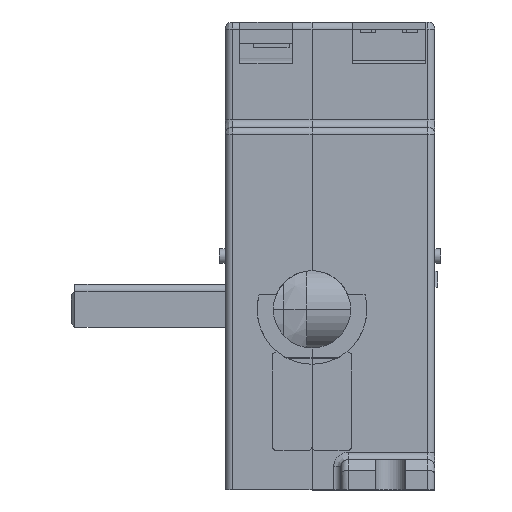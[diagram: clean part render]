
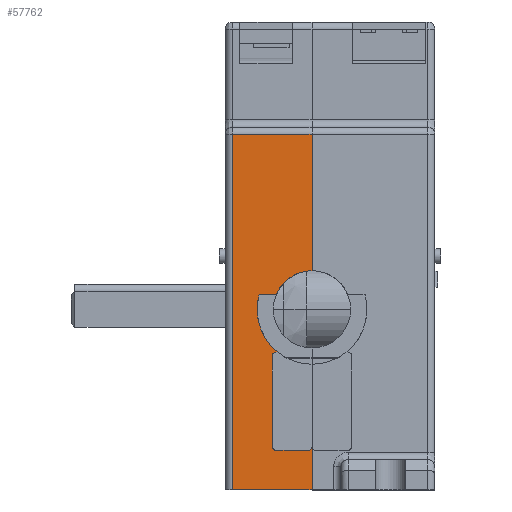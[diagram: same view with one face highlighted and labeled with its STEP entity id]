
A CAD part, front view. The second image highlights one B-rep face of the part: STEP entity #57762.
In plain terms, the highlighted planar face has unit normal (0, -1, 0).
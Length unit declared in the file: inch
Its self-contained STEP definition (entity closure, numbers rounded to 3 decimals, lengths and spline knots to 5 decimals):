
#685 = ORIENTED_EDGE ( 'NONE', *, *, #67269, .F. ) ;
#944 = VERTEX_POINT ( 'NONE', #44071 ) ;
#1095 = EDGE_CURVE ( 'NONE', #9608, #108252, #17389, .T. ) ;
#6134 = VECTOR ( 'NONE', #8202, 39.37008 ) ;
#7191 = VERTEX_POINT ( 'NONE', #124498 ) ;
#7263 = LINE ( 'NONE', #95743, #111443 ) ;
#7975 = LINE ( 'NONE', #97588, #52082 ) ;
#8062 = VERTEX_POINT ( 'NONE', #88934 ) ;
#8202 = DIRECTION ( 'NONE',  ( 0., 0., 1. ) ) ;
#9608 = VERTEX_POINT ( 'NONE', #97592 ) ;
#10025 = CARTESIAN_POINT ( 'NONE',  ( 0.89568, -1.59528, -1.98876 ) ) ;
#10817 = LINE ( 'NONE', #118127, #6134 ) ;
#11425 = CARTESIAN_POINT ( 'NONE',  ( 0.91686, -1.59528, -1.66732 ) ) ;
#11763 = CARTESIAN_POINT ( 'NONE',  ( 0.89568, -1.59528, -1.98876 ) ) ;
#11835 = AXIS2_PLACEMENT_3D ( 'NONE', #21893, #53683, #122578 ) ;
#11929 = ORIENTED_EDGE ( 'NONE', *, *, #78057, .T. ) ;
#15996 = DIRECTION ( 'NONE',  ( 0., 0., -1. ) ) ;
#16251 = VERTEX_POINT ( 'NONE', #57976 ) ;
#16663 = DIRECTION ( 'NONE',  ( 0., 0., 1. ) ) ;
#17389 = LINE ( 'NONE', #65184, #67000 ) ;
#18290 = DIRECTION ( 'NONE',  ( 0., 1., 0. ) ) ;
#19330 = CIRCLE ( 'NONE', #118865, 0.01969 ) ;
#20587 = ORIENTED_EDGE ( 'NONE', *, *, #118830, .F. ) ;
#21291 = EDGE_CURVE ( 'NONE', #8062, #69857, #128882, .T. ) ;
#21893 = CARTESIAN_POINT ( 'NONE',  ( 1.11222, -1.59528, -1.74606 ) ) ;
#24519 = CIRCLE ( 'NONE', #52911, 0.01969 ) ;
#24865 = ORIENTED_EDGE ( 'NONE', *, *, #21291, .T. ) ;
#25262 = ORIENTED_EDGE ( 'NONE', *, *, #46940, .F. ) ;
#29753 = LINE ( 'NONE', #62036, #39201 ) ;
#31551 = DIRECTION ( 'NONE',  ( -0.905, 0., -0.426 ) ) ;
#32339 = CARTESIAN_POINT ( 'NONE',  ( 1.11222, -1.59528, -0.79331 ) ) ;
#34878 = EDGE_CURVE ( 'NONE', #53904, #57325, #36528, .T. ) ;
#36300 = DIRECTION ( 'NONE',  ( 0., -1., 0. ) ) ;
#36528 = LINE ( 'NONE', #117415, #96569 ) ;
#36887 = ORIENTED_EDGE ( 'NONE', *, *, #90948, .T. ) ;
#37622 = CARTESIAN_POINT ( 'NONE',  ( 0.91537, -1.59528, -2.49409 ) ) ;
#39201 = VECTOR ( 'NONE', #111071, 39.37008 ) ;
#41340 = CARTESIAN_POINT ( 'NONE',  ( 4.34055, -1.59528, -2.51378 ) ) ;
#41452 = EDGE_CURVE ( 'NONE', #109798, #121133, #74472, .T. ) ;
#41532 = DIRECTION ( 'NONE',  ( 0., 0., 1. ) ) ;
#44071 = CARTESIAN_POINT ( 'NONE',  ( 0.67913, -1.59528, -0.79331 ) ) ;
#46940 = EDGE_CURVE ( 'NONE', #7191, #57325, #96523, .T. ) ;
#50182 = CIRCLE ( 'NONE', #89974, 0.29921 ) ;
#50818 = CARTESIAN_POINT ( 'NONE',  ( 0.89568, -1.59528, -2.49409 ) ) ;
#51265 = DIRECTION ( 'NONE',  ( 0., -1., 0. ) ) ;
#51707 = EDGE_CURVE ( 'NONE', #103721, #9608, #87826, .T. ) ;
#52082 = VECTOR ( 'NONE', #88330, 39.37008 ) ;
#52911 = AXIS2_PLACEMENT_3D ( 'NONE', #37622, #36300, #15996 ) ;
#53107 = VECTOR ( 'NONE', #88874, 39.37008 ) ;
#53683 = DIRECTION ( 'NONE',  ( 0., 1., 0. ) ) ;
#53904 = VERTEX_POINT ( 'NONE', #50818 ) ;
#57325 = VERTEX_POINT ( 'NONE', #11763 ) ;
#57762 = ADVANCED_FACE ( 'NONE', ( #59168 ), #112676, .T. ) ;
#57976 = CARTESIAN_POINT ( 'NONE',  ( 0.67913, -1.59528, -2.73031 ) ) ;
#58564 = DIRECTION ( 'NONE',  ( 0., 1., 0. ) ) ;
#58808 = ORIENTED_EDGE ( 'NONE', *, *, #51707, .T. ) ;
#59035 = ORIENTED_EDGE ( 'NONE', *, *, #1095, .T. ) ;
#59168 = FACE_OUTER_BOUND ( 'NONE', #101116, .T. ) ;
#62036 = CARTESIAN_POINT ( 'NONE',  ( 4.34055, -1.59528, -0.79331 ) ) ;
#62967 = DIRECTION ( 'NONE',  ( -1., 0., 0. ) ) ;
#65184 = CARTESIAN_POINT ( 'NONE',  ( 1.11222, -1.59528, -2.23819 ) ) ;
#67000 = VECTOR ( 'NONE', #75757, 39.37008 ) ;
#67269 = EDGE_CURVE ( 'NONE', #53904, #121133, #24519, .T. ) ;
#69462 = CARTESIAN_POINT ( 'NONE',  ( 1.11222, -1.59528, -1.74606 ) ) ;
#69857 = VERTEX_POINT ( 'NONE', #77320 ) ;
#71101 = ORIENTED_EDGE ( 'NONE', *, *, #34878, .T. ) ;
#71784 = ORIENTED_EDGE ( 'NONE', *, *, #104836, .T. ) ;
#72043 = VERTEX_POINT ( 'NONE', #115024 ) ;
#74472 = LINE ( 'NONE', #41340, #80807 ) ;
#75757 = DIRECTION ( 'NONE',  ( 0., 0., 1. ) ) ;
#77234 = DIRECTION ( 'NONE',  ( 1., 0., 0. ) ) ;
#77320 = CARTESIAN_POINT ( 'NONE',  ( 1.11222, -1.59528, -2.49409 ) ) ;
#78057 = EDGE_CURVE ( 'NONE', #108252, #944, #29753, .T. ) ;
#78371 = CARTESIAN_POINT ( 'NONE',  ( 1.09253, -1.59528, -2.51378 ) ) ;
#78818 = CARTESIAN_POINT ( 'NONE',  ( 1.11222, -1.59528, -1.74606 ) ) ;
#80807 = VECTOR ( 'NONE', #62967, 39.37008 ) ;
#82202 = CARTESIAN_POINT ( 'NONE',  ( 4.34055, -1.59528, -2.23819 ) ) ;
#82946 = AXIS2_PLACEMENT_3D ( 'NONE', #82202, #51265, #41532 ) ;
#83109 = EDGE_CURVE ( 'NONE', #8062, #16251, #7975, .T. ) ;
#87826 = CIRCLE ( 'NONE', #11835, 0.21063 ) ;
#88330 = DIRECTION ( 'NONE',  ( -1., 0., 0. ) ) ;
#88641 = CARTESIAN_POINT ( 'NONE',  ( 0.91537, -1.59528, -2.51378 ) ) ;
#88725 = ORIENTED_EDGE ( 'NONE', *, *, #99849, .T. ) ;
#88874 = DIRECTION ( 'NONE',  ( 0., 0., 1. ) ) ;
#88934 = CARTESIAN_POINT ( 'NONE',  ( 1.11222, -1.59528, -2.73031 ) ) ;
#88964 = DIRECTION ( 'NONE',  ( 0., 0., 1. ) ) ;
#89039 = DIRECTION ( 'NONE',  ( 0., 0., 1. ) ) ;
#89974 = AXIS2_PLACEMENT_3D ( 'NONE', #78818, #18290, #88964 ) ;
#90948 = EDGE_CURVE ( 'NONE', #69857, #109798, #19330, .T. ) ;
#95743 = CARTESIAN_POINT ( 'NONE',  ( 4.34055, -1.59528, -1.66732 ) ) ;
#96523 = LINE ( 'NONE', #10025, #99736 ) ;
#96569 = VECTOR ( 'NONE', #16663, 39.37008 ) ;
#97588 = CARTESIAN_POINT ( 'NONE',  ( 4.34055, -1.59528, -2.73031 ) ) ;
#97592 = CARTESIAN_POINT ( 'NONE',  ( 1.11222, -1.59528, -1.53543 ) ) ;
#99736 = VECTOR ( 'NONE', #31551, 39.37008 ) ;
#99849 = EDGE_CURVE ( 'NONE', #7191, #72043, #50182, .T. ) ;
#100608 = ORIENTED_EDGE ( 'NONE', *, *, #41452, .T. ) ;
#101116 = EDGE_LOOP ( 'NONE', ( #20587, #117306, #24865, #36887, #100608, #685, #71101, #25262, #88725, #71784, #58808, #59035, #11929 ) ) ;
#103721 = VERTEX_POINT ( 'NONE', #11425 ) ;
#104836 = EDGE_CURVE ( 'NONE', #72043, #103721, #7263, .T. ) ;
#108058 = CARTESIAN_POINT ( 'NONE',  ( 1.09253, -1.59528, -2.49409 ) ) ;
#108252 = VERTEX_POINT ( 'NONE', #32339 ) ;
#109798 = VERTEX_POINT ( 'NONE', #78371 ) ;
#111071 = DIRECTION ( 'NONE',  ( -1., 0., 0. ) ) ;
#111443 = VECTOR ( 'NONE', #77234, 39.37008 ) ;
#112676 = PLANE ( 'NONE',  #82946 ) ;
#115024 = CARTESIAN_POINT ( 'NONE',  ( 0.82355, -1.59528, -1.66732 ) ) ;
#117306 = ORIENTED_EDGE ( 'NONE', *, *, #83109, .F. ) ;
#117415 = CARTESIAN_POINT ( 'NONE',  ( 0.89568, -1.59528, -2.23819 ) ) ;
#118127 = CARTESIAN_POINT ( 'NONE',  ( 0.67913, -1.59528, -2.23819 ) ) ;
#118830 = EDGE_CURVE ( 'NONE', #16251, #944, #10817, .T. ) ;
#118865 = AXIS2_PLACEMENT_3D ( 'NONE', #108058, #58564, #89039 ) ;
#121133 = VERTEX_POINT ( 'NONE', #88641 ) ;
#122578 = DIRECTION ( 'NONE',  ( 0., 0., -1. ) ) ;
#124498 = CARTESIAN_POINT ( 'NONE',  ( 0.92149, -1.59528, -1.97661 ) ) ;
#128882 = LINE ( 'NONE', #69462, #53107 ) ;
